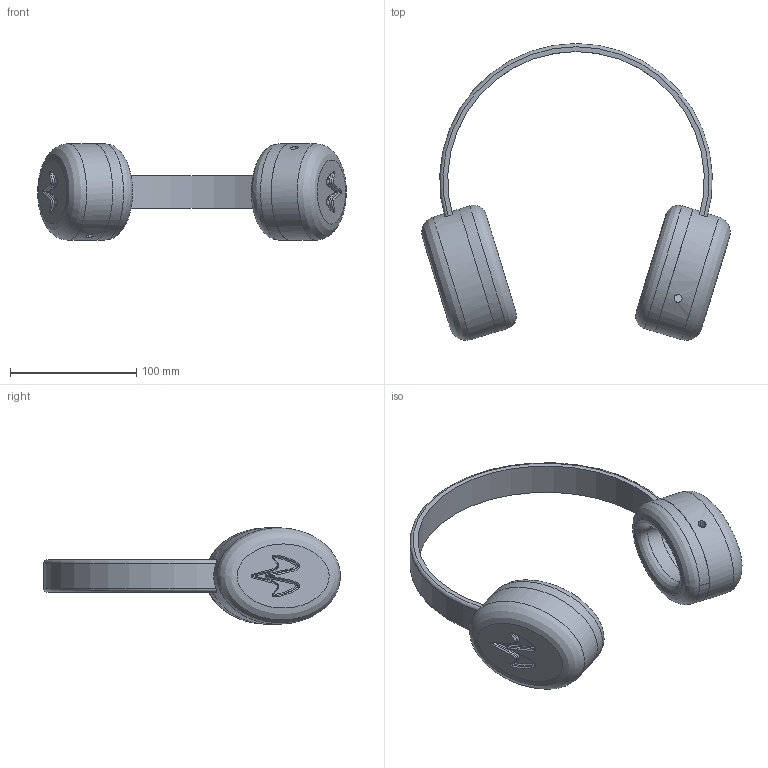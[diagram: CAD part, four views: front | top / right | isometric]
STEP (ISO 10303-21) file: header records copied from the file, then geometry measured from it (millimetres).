
FILE_DESCRIPTION(/* description */ ('STEP AP242','CAx-IF Rec.Pracs.---Representation and Presentation of Product Manufacturing Information (PMI)---4.0---2014-10-13','CAx-IF Rec.Pracs.---3D Tessellated Geometry---0.4---2014-09-14','2;1'),/* implementation_level */ '2;1');
FILE_NAME(/* name */ '68708d008b7ec81fcfbad067',/* time_stamp */ '2025-07-11T04:03:13Z',/* author */ (''),/* organization */ (''),/* preprocessor_version */ 'ST-DEVELOPER v20',/* originating_system */ 'ONSHAPE BY PTC INC, 1.200',/* authorisation */ ' ');
FILE_SCHEMA (('AP242_MANAGED_MODEL_BASED_3D_ENGINEERING_MIM_LF { 1 0 10303 442 1 1 4 }'));
Length unit declared in the file: metre
Products named in the file (7): Assembly 1; Ear cup RIGHT; highway_wave_PCB_1; Ear pad; Ear cup LEFT; head band; highway_wave_PCB_2
Assembly tree (7 placements, depth 2):
  Assembly 1
    Ear cup RIGHT
    highway_wave_PCB_1
    Ear pad  x2
    Ear cup LEFT
    head band
    highway_wave_PCB_2
Bounding box: 244.33 x 235.01 x 76.2 mm (x, y, z)
Volume: 383551.2 mm3; surface area: 127601.8 mm2
Topology: 7 solids, 7 shells, 592 faces, 1716 edges, 1133 vertices
Faces by surface type: cylinder 273, plane 257, bspline 36, cone 16, torus 10
Full cylindrical faces by diameter (mm): 0.3 x136, 0.5 x8, 0.75 x16, 0.8 x24, 1 x48, 1.27 x5, 1.3 x6, 2 x8, 2.5 x8
Entity records: 32643 total; most frequent: CARTESIAN_POINT 17168, DIRECTION 2956, ORIENTED_EDGE 2736, FACE_BOUND 1397, EDGE_LOOP 1389, EDGE_CURVE 1368, AXIS2_PLACEMENT_3D 1134, VERTEX_POINT 1097
